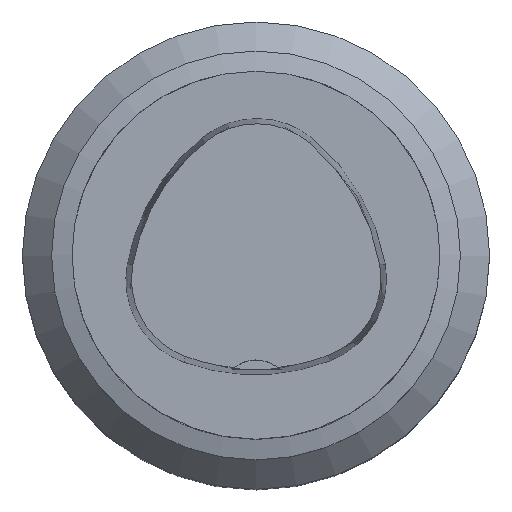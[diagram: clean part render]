
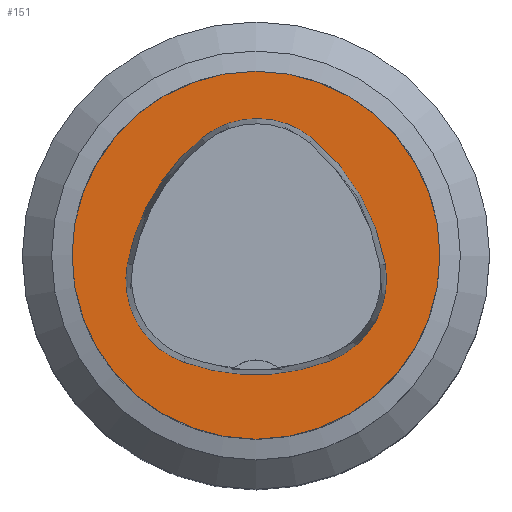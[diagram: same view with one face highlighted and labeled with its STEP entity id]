
A CAD part, top view. The second image highlights one B-rep face of the part: STEP entity #151.
In plain terms, the highlighted planar face has unit normal (0, 0, 1).
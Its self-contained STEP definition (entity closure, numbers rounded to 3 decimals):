
#125=PLANE('',#593);
#151=ADVANCED_FACE('',(#193,#194),#125,.T.);
#193=FACE_BOUND('',#229,.T.);
#194=FACE_BOUND('',#230,.T.);
#229=EDGE_LOOP('',(#322,#323,#324,#325,#326,#327));
#230=EDGE_LOOP('',(#328));
#322=ORIENTED_EDGE('',*,*,#473,.T.);
#323=ORIENTED_EDGE('',*,*,#453,.T.);
#324=ORIENTED_EDGE('',*,*,#457,.T.);
#325=ORIENTED_EDGE('',*,*,#460,.T.);
#326=ORIENTED_EDGE('',*,*,#463,.T.);
#327=ORIENTED_EDGE('',*,*,#471,.T.);
#328=ORIENTED_EDGE('',*,*,#443,.F.);
#398=VERTEX_POINT('',#835);
#408=VERTEX_POINT('',#856);
#409=VERTEX_POINT('',#857);
#412=VERTEX_POINT('',#865);
#414=VERTEX_POINT('',#871);
#416=VERTEX_POINT('',#877);
#423=VERTEX_POINT('',#898);
#443=EDGE_CURVE('',#398,#398,#496,.T.);
#453=EDGE_CURVE('',#408,#409,#498,.T.);
#457=EDGE_CURVE('',#409,#412,#500,.T.);
#460=EDGE_CURVE('',#412,#414,#502,.T.);
#463=EDGE_CURVE('',#414,#416,#504,.T.);
#471=EDGE_CURVE('',#416,#423,#508,.T.);
#473=EDGE_CURVE('',#423,#408,#510,.T.);
#496=CIRCLE('',#564,31.5);
#498=CIRCLE('',#571,36.);
#500=CIRCLE('',#574,15.);
#502=CIRCLE('',#577,36.);
#504=CIRCLE('',#580,15.);
#508=CIRCLE('',#585,36.);
#510=CIRCLE('',#588,15.);
#564=AXIS2_PLACEMENT_3D('',#834,#659,#660);
#571=AXIS2_PLACEMENT_3D('',#855,#677,#678);
#574=AXIS2_PLACEMENT_3D('',#864,#685,#686);
#577=AXIS2_PLACEMENT_3D('',#870,#692,#693);
#580=AXIS2_PLACEMENT_3D('',#876,#699,#700);
#585=AXIS2_PLACEMENT_3D('',#899,#711,#712);
#588=AXIS2_PLACEMENT_3D('',#902,#717,#718);
#593=AXIS2_PLACEMENT_3D('',#907,#727,#728);
#659=DIRECTION('',(0.,0.,-1.));
#660=DIRECTION('',(-1.,0.,0.));
#677=DIRECTION('',(0.,0.,-1.));
#678=DIRECTION('',(-1.,0.,0.));
#685=DIRECTION('',(0.,0.,-1.));
#686=DIRECTION('',(-1.,0.,0.));
#692=DIRECTION('',(0.,0.,-1.));
#693=DIRECTION('',(-1.,0.,0.));
#699=DIRECTION('',(0.,0.,-1.));
#700=DIRECTION('',(-1.,0.,0.));
#711=DIRECTION('',(0.,0.,-1.));
#712=DIRECTION('',(-1.,0.,0.));
#717=DIRECTION('',(0.,0.,-1.));
#718=DIRECTION('',(-1.,0.,0.));
#727=DIRECTION('',(0.,0.,1.));
#728=DIRECTION('',(1.,0.,0.));
#834=CARTESIAN_POINT('',(0.,0.,0.));
#835=CARTESIAN_POINT('',(-31.5,0.,0.));
#855=CARTESIAN_POINT('',(13.398,-7.893,0.));
#856=CARTESIAN_POINT('',(-22.041,-1.562,0.));
#857=CARTESIAN_POINT('',(-9.317,20.036,0.));
#864=CARTESIAN_POINT('',(0.148,8.399,0.));
#865=CARTESIAN_POINT('',(9.779,19.898,0.));
#870=CARTESIAN_POINT('',(-13.337,-7.7,0.));
#871=CARTESIAN_POINT('',(22.122,-1.48,0.));
#876=CARTESIAN_POINT('',(7.347,-4.071,0.));
#877=CARTESIAN_POINT('',(12.693,-18.087,0.));
#898=CARTESIAN_POINT('',(-12.373,-18.307,0.));
#899=CARTESIAN_POINT('',(-0.137,15.55,0.));
#902=CARTESIAN_POINT('',(-7.275,-4.2,0.));
#907=CARTESIAN_POINT('',(0.,0.,0.));
